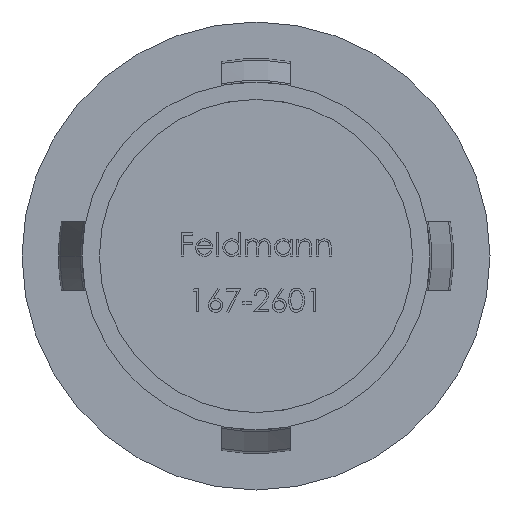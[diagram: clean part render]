
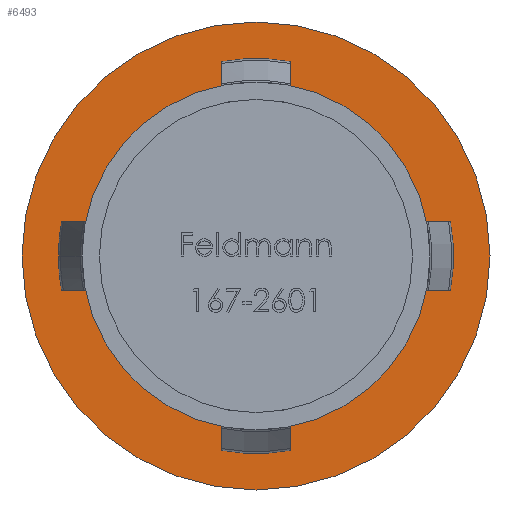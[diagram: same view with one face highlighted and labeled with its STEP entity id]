
A CAD part, front view. The second image highlights one B-rep face of the part: STEP entity #6493.
In plain terms, the highlighted planar face has unit normal (0, -1, 0).
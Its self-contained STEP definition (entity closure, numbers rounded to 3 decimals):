
#103 = FACE_BOUND ( 'NONE', #1180, .T. ) ;
#139 = AXIS2_PLACEMENT_3D ( 'NONE', #13761, #12805, #5421 ) ;
#883 = CIRCLE ( 'NONE', #139, 13.45 ) ;
#998 = DIRECTION ( 'NONE',  ( 0., 1., 0. ) ) ;
#1180 = EDGE_LOOP ( 'NONE', ( #7218, #7902 ) ) ;
#1231 = VERTEX_POINT ( 'NONE', #10288 ) ;
#1328 = ORIENTED_EDGE ( 'NONE', *, *, #10961, .F. ) ;
#1472 = EDGE_CURVE ( 'NONE', #1231, #9537, #4981, .T. ) ;
#1859 = EDGE_LOOP ( 'NONE', ( #8705, #1328 ) ) ;
#3205 = AXIS2_PLACEMENT_3D ( 'NONE', #4951, #10312, #3939 ) ;
#3329 = CARTESIAN_POINT ( 'NONE',  ( 0., 23.7, 0. ) ) ;
#3939 = DIRECTION ( 'NONE',  ( -1., 0., 0. ) ) ;
#4263 = DIRECTION ( 'NONE',  ( -1., 0., 0. ) ) ;
#4270 = DIRECTION ( 'NONE',  ( 0., 1., 0. ) ) ;
#4879 = CARTESIAN_POINT ( 'NONE',  ( 10., 23.7, 0. ) ) ;
#4951 = CARTESIAN_POINT ( 'NONE',  ( 13.45, 23.7, 0. ) ) ;
#4981 = CIRCLE ( 'NONE', #8086, 13.45 ) ;
#5421 = DIRECTION ( 'NONE',  ( -1., 0., 0. ) ) ;
#6493 = ADVANCED_FACE ( 'NONE', ( #10769, #103 ), #8235, .F. ) ;
#7218 = ORIENTED_EDGE ( 'NONE', *, *, #7312, .T. ) ;
#7312 = EDGE_CURVE ( 'NONE', #10694, #10505, #12115, .T. ) ;
#7519 = CARTESIAN_POINT ( 'NONE',  ( 0., 23.7, 0. ) ) ;
#7902 = ORIENTED_EDGE ( 'NONE', *, *, #9992, .T. ) ;
#8086 = AXIS2_PLACEMENT_3D ( 'NONE', #3329, #4270, #11741 ) ;
#8235 = PLANE ( 'NONE',  #3205 ) ;
#8705 = ORIENTED_EDGE ( 'NONE', *, *, #1472, .F. ) ;
#8891 = CARTESIAN_POINT ( 'NONE',  ( 13.45, 23.7, 0. ) ) ;
#9537 = VERTEX_POINT ( 'NONE', #8891 ) ;
#9771 = CARTESIAN_POINT ( 'NONE',  ( -10., 23.7, 0. ) ) ;
#9992 = EDGE_CURVE ( 'NONE', #10505, #10694, #12925, .T. ) ;
#10288 = CARTESIAN_POINT ( 'NONE',  ( -13.45, 23.7, 0. ) ) ;
#10312 = DIRECTION ( 'NONE',  ( 0., 1., 0. ) ) ;
#10505 = VERTEX_POINT ( 'NONE', #4879 ) ;
#10694 = VERTEX_POINT ( 'NONE', #9771 ) ;
#10769 = FACE_OUTER_BOUND ( 'NONE', #1859, .T. ) ;
#10961 = EDGE_CURVE ( 'NONE', #9537, #1231, #883, .T. ) ;
#11741 = DIRECTION ( 'NONE',  ( -1., 0., 0. ) ) ;
#12115 = CIRCLE ( 'NONE', #13279, 10. ) ;
#12494 = DIRECTION ( 'NONE',  ( -1., 0., 0. ) ) ;
#12805 = DIRECTION ( 'NONE',  ( 0., 1., 0. ) ) ;
#12925 = CIRCLE ( 'NONE', #13013, 10. ) ;
#13013 = AXIS2_PLACEMENT_3D ( 'NONE', #7519, #998, #4263 ) ;
#13279 = AXIS2_PLACEMENT_3D ( 'NONE', #13281, #13409, #12494 ) ;
#13281 = CARTESIAN_POINT ( 'NONE',  ( 0., 23.7, 0. ) ) ;
#13409 = DIRECTION ( 'NONE',  ( 0., 1., 0. ) ) ;
#13761 = CARTESIAN_POINT ( 'NONE',  ( 0., 23.7, 0. ) ) ;
